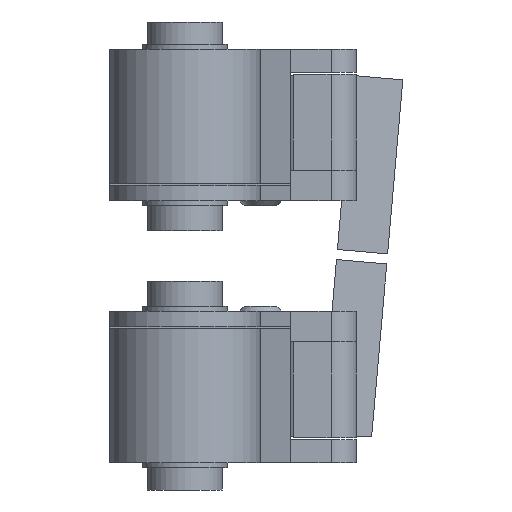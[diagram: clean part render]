
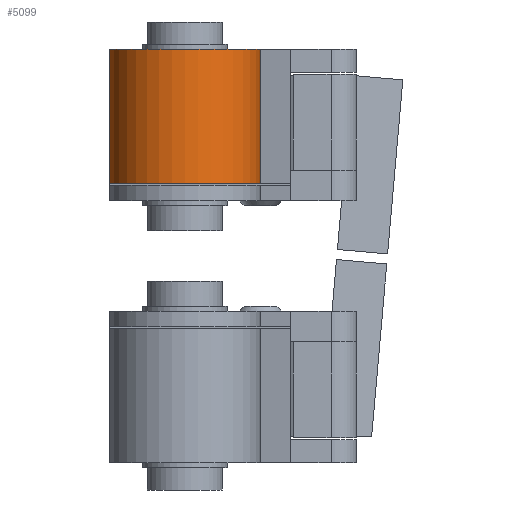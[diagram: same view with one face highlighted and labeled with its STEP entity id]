
A CAD part, front view. The second image highlights one B-rep face of the part: STEP entity #5099.
In plain terms, the highlighted cylindrical face has radius 15 mm (diameter 30 mm), a partial arc.
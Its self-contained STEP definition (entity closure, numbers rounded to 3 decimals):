
#501=FACE_OUTER_BOUND('',#823,.T.);
#823=EDGE_LOOP('',(#4121,#4122,#4123,#4124));
#1290=LINE('',#7963,#1844);
#1291=LINE('',#7964,#1845);
#1844=VECTOR('',#6485,10.);
#1845=VECTOR('',#6486,10.);
#2171=CIRCLE('',#5436,15.);
#2206=CIRCLE('',#5541,15.);
#2398=VERTEX_POINT('',#7598);
#2399=VERTEX_POINT('',#7600);
#2513=VERTEX_POINT('',#7960);
#2514=VERTEX_POINT('',#7961);
#2921=EDGE_CURVE('',#2398,#2399,#2171,.T.);
#3097=EDGE_CURVE('',#2513,#2514,#2206,.T.);
#3098=EDGE_CURVE('',#2514,#2399,#1290,.T.);
#3099=EDGE_CURVE('',#2513,#2398,#1291,.T.);
#4121=ORIENTED_EDGE('',*,*,#3097,.T.);
#4122=ORIENTED_EDGE('',*,*,#3098,.T.);
#4123=ORIENTED_EDGE('',*,*,#2921,.F.);
#4124=ORIENTED_EDGE('',*,*,#3099,.F.);
#4926=CYLINDRICAL_SURFACE('',#5540,15.);
#5099=ADVANCED_FACE('',(#501),#4926,.T.);
#5436=AXIS2_PLACEMENT_3D('',#7601,#6132,#6133);
#5540=AXIS2_PLACEMENT_3D('',#7959,#6481,#6482);
#5541=AXIS2_PLACEMENT_3D('',#7962,#6483,#6484);
#6132=DIRECTION('center_axis',(0.,0.,1.));
#6133=DIRECTION('ref_axis',(1.,0.,0.));
#6481=DIRECTION('center_axis',(0.,0.,1.));
#6482=DIRECTION('ref_axis',(1.,0.,0.));
#6483=DIRECTION('center_axis',(0.,0.,1.));
#6484=DIRECTION('ref_axis',(1.,0.,0.));
#6485=DIRECTION('',(0.,0.,1.));
#6486=DIRECTION('',(0.,0.,1.));
#7598=CARTESIAN_POINT('',(-15.,0.,30.));
#7600=CARTESIAN_POINT('',(15.,0.,30.));
#7601=CARTESIAN_POINT('Origin',(0.,0.,30.));
#7959=CARTESIAN_POINT('Origin',(0.,0.,0.));
#7960=CARTESIAN_POINT('',(-15.,0.,3.4));
#7961=CARTESIAN_POINT('',(15.,0.,3.4));
#7962=CARTESIAN_POINT('Origin',(0.,0.,3.4));
#7963=CARTESIAN_POINT('',(15.,0.,0.));
#7964=CARTESIAN_POINT('',(-15.,0.,0.));
